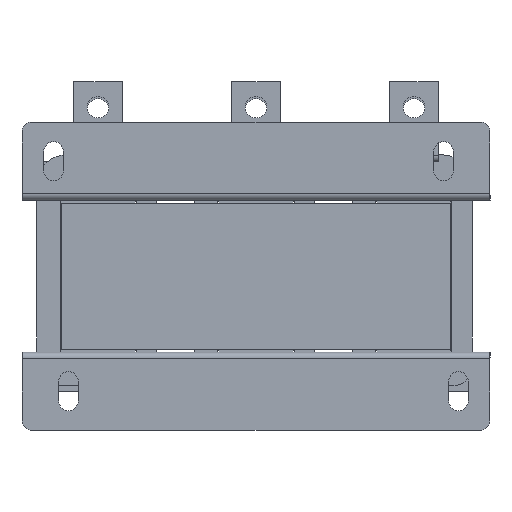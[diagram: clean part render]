
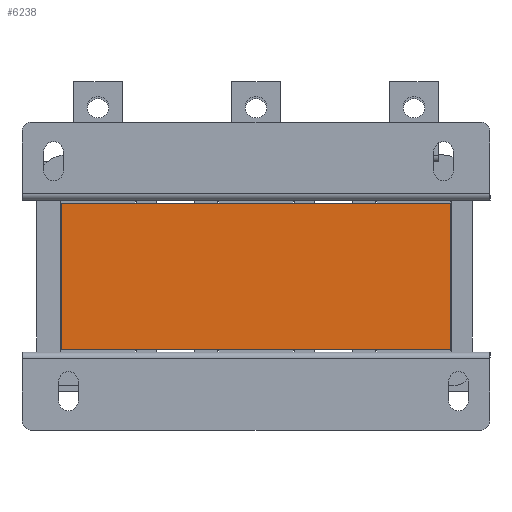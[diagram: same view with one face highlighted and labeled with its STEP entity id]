
A CAD part, front view. The second image highlights one B-rep face of the part: STEP entity #6238.
In plain terms, the highlighted planar face has unit normal (0, -1, 0).
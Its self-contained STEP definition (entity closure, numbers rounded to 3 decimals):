
#311 = LINE ( 'NONE', #834, #5940 ) ;
#474 = VERTEX_POINT ( 'NONE', #5005 ) ;
#752 = VERTEX_POINT ( 'NONE', #1072 ) ;
#834 = CARTESIAN_POINT ( 'NONE',  ( -100., -19., 0. ) ) ;
#1072 = CARTESIAN_POINT ( 'NONE',  ( 100., -19., 0. ) ) ;
#1626 = ORIENTED_EDGE ( 'NONE', *, *, #1909, .T. ) ;
#1654 = ORIENTED_EDGE ( 'NONE', *, *, #2365, .T. ) ;
#1825 = CARTESIAN_POINT ( 'NONE',  ( -100., -19., 75. ) ) ;
#1909 = EDGE_CURVE ( 'NONE', #474, #2757, #6550, .T. ) ;
#2202 = DIRECTION ( 'NONE',  ( 0., 1., 0. ) ) ;
#2223 = DIRECTION ( 'NONE',  ( 1., 0., 0. ) ) ;
#2365 = EDGE_CURVE ( 'NONE', #2757, #752, #311, .T. ) ;
#2501 = AXIS2_PLACEMENT_3D ( 'NONE', #5992, #2202, #5861 ) ;
#2757 = VERTEX_POINT ( 'NONE', #5562 ) ;
#2940 = DIRECTION ( 'NONE',  ( 1., 0., 0. ) ) ;
#3301 = FACE_OUTER_BOUND ( 'NONE', #6094, .T. ) ;
#3359 = PLANE ( 'NONE',  #2501 ) ;
#3681 = LINE ( 'NONE', #4101, #5492 ) ;
#3754 = LINE ( 'NONE', #3786, #6251 ) ;
#3786 = CARTESIAN_POINT ( 'NONE',  ( 100., -19., 75. ) ) ;
#4101 = CARTESIAN_POINT ( 'NONE',  ( -100., -19., 75. ) ) ;
#4734 = EDGE_CURVE ( 'NONE', #6063, #752, #3754, .T. ) ;
#4880 = ORIENTED_EDGE ( 'NONE', *, *, #5326, .F. ) ;
#5005 = CARTESIAN_POINT ( 'NONE',  ( -100., -19., 75. ) ) ;
#5304 = DIRECTION ( 'NONE',  ( 0., 0., -1. ) ) ;
#5326 = EDGE_CURVE ( 'NONE', #474, #6063, #3681, .T. ) ;
#5492 = VECTOR ( 'NONE', #2223, 1000. ) ;
#5562 = CARTESIAN_POINT ( 'NONE',  ( -100., -19., 0. ) ) ;
#5861 = DIRECTION ( 'NONE',  ( 0., 0., 1. ) ) ;
#5940 = VECTOR ( 'NONE', #2940, 1000. ) ;
#5992 = CARTESIAN_POINT ( 'NONE',  ( -100., -19., 75. ) ) ;
#6030 = DIRECTION ( 'NONE',  ( 0., 0., -1. ) ) ;
#6063 = VERTEX_POINT ( 'NONE', #6071 ) ;
#6071 = CARTESIAN_POINT ( 'NONE',  ( 100., -19., 75. ) ) ;
#6094 = EDGE_LOOP ( 'NONE', ( #1654, #6555, #4880, #1626 ) ) ;
#6153 = VECTOR ( 'NONE', #6030, 1000. ) ;
#6238 = ADVANCED_FACE ( 'NONE', ( #3301 ), #3359, .F. ) ;
#6251 = VECTOR ( 'NONE', #5304, 1000. ) ;
#6550 = LINE ( 'NONE', #1825, #6153 ) ;
#6555 = ORIENTED_EDGE ( 'NONE', *, *, #4734, .F. ) ;
